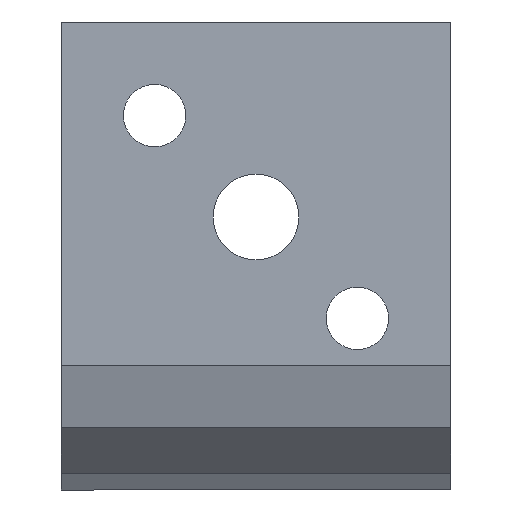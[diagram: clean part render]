
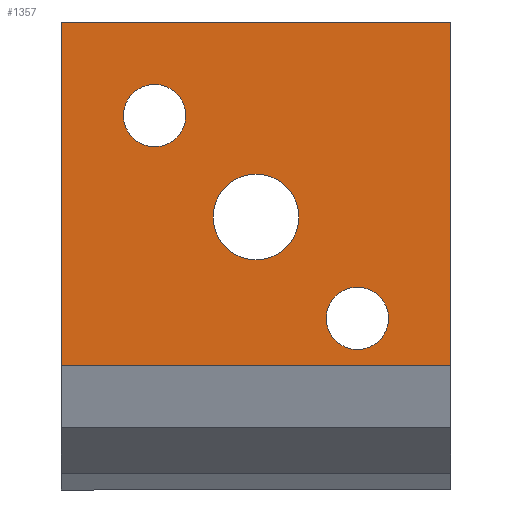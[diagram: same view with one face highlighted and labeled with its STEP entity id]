
A CAD part, front view. The second image highlights one B-rep face of the part: STEP entity #1357.
In plain terms, the highlighted planar face has unit normal (0, -1, 0).
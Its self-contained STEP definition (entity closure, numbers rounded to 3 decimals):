
#44 = PLANE('',#45);
#45 = AXIS2_PLACEMENT_3D('',#46,#47,#48);
#46 = CARTESIAN_POINT('',(475.,31.601,16.601));
#47 = DIRECTION('',(-1.,0.,-0.));
#48 = DIRECTION('',(0.,1.,0.));
#100 = PLANE('',#101);
#101 = AXIS2_PLACEMENT_3D('',#102,#103,#104);
#102 = CARTESIAN_POINT('',(525.,31.601,16.601));
#103 = DIRECTION('',(1.,0.,0.));
#104 = DIRECTION('',(0.,-1.,0.));
#479 = VERTEX_POINT('',#480);
#480 = CARTESIAN_POINT('',(475.,0.,16.));
#494 = PLANE('',#495);
#495 = AXIS2_PLACEMENT_3D('',#496,#497,#498);
#496 = CARTESIAN_POINT('',(500.,1.072,12.));
#497 = DIRECTION('',(0.,-0.966,-0.259
    ));
#498 = DIRECTION('',(0.,0.259,-0.966)
  );
#506 = EDGE_CURVE('',#479,#507,#509,.T.);
#507 = VERTEX_POINT('',#508);
#508 = CARTESIAN_POINT('',(475.,0.,60.));
#509 = SURFACE_CURVE('',#510,(#514,#521),.PCURVE_S1.);
#510 = LINE('',#511,#512);
#511 = CARTESIAN_POINT('',(475.,0.,16.));
#512 = VECTOR('',#513,1.);
#513 = DIRECTION('',(0.,0.,1.));
#514 = PCURVE('',#44,#515);
#515 = DEFINITIONAL_REPRESENTATION('',(#516),#520);
#516 = LINE('',#517,#518);
#517 = CARTESIAN_POINT('',(-31.601,0.601));
#518 = VECTOR('',#519,1.);
#519 = DIRECTION('',(0.,-1.));
#520 = ( GEOMETRIC_REPRESENTATION_CONTEXT(2) 
PARAMETRIC_REPRESENTATION_CONTEXT() REPRESENTATION_CONTEXT('2D SPACE',''
  ) );
#521 = PCURVE('',#522,#527);
#522 = PLANE('',#523);
#523 = AXIS2_PLACEMENT_3D('',#524,#525,#526);
#524 = CARTESIAN_POINT('',(500.,0.,38.));
#525 = DIRECTION('',(0.,-1.,0.));
#526 = DIRECTION('',(1.,0.,0.));
#527 = DEFINITIONAL_REPRESENTATION('',(#528),#532);
#528 = LINE('',#529,#530);
#529 = CARTESIAN_POINT('',(-25.,-22.));
#530 = VECTOR('',#531,1.);
#531 = DIRECTION('',(0.,1.));
#532 = ( GEOMETRIC_REPRESENTATION_CONTEXT(2) 
PARAMETRIC_REPRESENTATION_CONTEXT() REPRESENTATION_CONTEXT('2D SPACE',''
  ) );
#548 = PLANE('',#549);
#549 = AXIS2_PLACEMENT_3D('',#550,#551,#552);
#550 = CARTESIAN_POINT('',(500.,4.,60.));
#551 = DIRECTION('',(0.,0.,1.));
#552 = DIRECTION('',(-1.,-0.,0.));
#661 = EDGE_CURVE('',#662,#664,#666,.T.);
#662 = VERTEX_POINT('',#663);
#663 = CARTESIAN_POINT('',(525.,0.,16.));
#664 = VERTEX_POINT('',#665);
#665 = CARTESIAN_POINT('',(525.,0.,60.));
#666 = SURFACE_CURVE('',#667,(#671,#678),.PCURVE_S1.);
#667 = LINE('',#668,#669);
#668 = CARTESIAN_POINT('',(525.,0.,16.));
#669 = VECTOR('',#670,1.);
#670 = DIRECTION('',(0.,0.,1.));
#671 = PCURVE('',#100,#672);
#672 = DEFINITIONAL_REPRESENTATION('',(#673),#677);
#673 = LINE('',#674,#675);
#674 = CARTESIAN_POINT('',(31.601,0.601));
#675 = VECTOR('',#676,1.);
#676 = DIRECTION('',(0.,-1.));
#677 = ( GEOMETRIC_REPRESENTATION_CONTEXT(2) 
PARAMETRIC_REPRESENTATION_CONTEXT() REPRESENTATION_CONTEXT('2D SPACE',''
  ) );
#678 = PCURVE('',#522,#679);
#679 = DEFINITIONAL_REPRESENTATION('',(#680),#684);
#680 = LINE('',#681,#682);
#681 = CARTESIAN_POINT('',(25.,-22.));
#682 = VECTOR('',#683,1.);
#683 = DIRECTION('',(0.,1.));
#684 = ( GEOMETRIC_REPRESENTATION_CONTEXT(2) 
PARAMETRIC_REPRESENTATION_CONTEXT() REPRESENTATION_CONTEXT('2D SPACE',''
  ) );
#1131 = CYLINDRICAL_SURFACE('',#1132,5.5);
#1132 = AXIS2_PLACEMENT_3D('',#1133,#1134,#1135);
#1133 = CARTESIAN_POINT('',(500.,-0.1,35.));
#1134 = DIRECTION('',(0.,-1.,0.));
#1135 = DIRECTION('',(0.,0.,-1.));
#1165 = CYLINDRICAL_SURFACE('',#1166,4.);
#1166 = AXIS2_PLACEMENT_3D('',#1167,#1168,#1169);
#1167 = CARTESIAN_POINT('',(487.,-0.1,48.));
#1168 = DIRECTION('',(0.,-1.,0.));
#1169 = DIRECTION('',(0.,0.,-1.));
#1199 = CYLINDRICAL_SURFACE('',#1200,4.);
#1200 = AXIS2_PLACEMENT_3D('',#1201,#1202,#1203);
#1201 = CARTESIAN_POINT('',(513.,-0.1,22.));
#1202 = DIRECTION('',(0.,-1.,0.));
#1203 = DIRECTION('',(0.,0.,-1.));
#1336 = EDGE_CURVE('',#662,#479,#1337,.T.);
#1337 = SURFACE_CURVE('',#1338,(#1342,#1349),.PCURVE_S1.);
#1338 = LINE('',#1339,#1340);
#1339 = CARTESIAN_POINT('',(525.,0.,16.));
#1340 = VECTOR('',#1341,1.);
#1341 = DIRECTION('',(-1.,-0.,0.));
#1342 = PCURVE('',#494,#1343);
#1343 = DEFINITIONAL_REPRESENTATION('',(#1344),#1348);
#1344 = LINE('',#1345,#1346);
#1345 = CARTESIAN_POINT('',(-4.141,25.));
#1346 = VECTOR('',#1347,1.);
#1347 = DIRECTION('',(0.,-1.));
#1348 = ( GEOMETRIC_REPRESENTATION_CONTEXT(2) 
PARAMETRIC_REPRESENTATION_CONTEXT() REPRESENTATION_CONTEXT('2D SPACE',''
  ) );
#1349 = PCURVE('',#522,#1350);
#1350 = DEFINITIONAL_REPRESENTATION('',(#1351),#1355);
#1351 = LINE('',#1352,#1353);
#1352 = CARTESIAN_POINT('',(25.,-22.));
#1353 = VECTOR('',#1354,1.);
#1354 = DIRECTION('',(-1.,0.));
#1355 = ( GEOMETRIC_REPRESENTATION_CONTEXT(2) 
PARAMETRIC_REPRESENTATION_CONTEXT() REPRESENTATION_CONTEXT('2D SPACE',''
  ) );
#1357 = ADVANCED_FACE('',(#1358,#1384,#1409,#1434),#522,.T.);
#1358 = FACE_BOUND('',#1359,.T.);
#1359 = EDGE_LOOP('',(#1360,#1361,#1362,#1363));
#1360 = ORIENTED_EDGE('',*,*,#506,.F.);
#1361 = ORIENTED_EDGE('',*,*,#1336,.F.);
#1362 = ORIENTED_EDGE('',*,*,#661,.T.);
#1363 = ORIENTED_EDGE('',*,*,#1364,.T.);
#1364 = EDGE_CURVE('',#664,#507,#1365,.T.);
#1365 = SURFACE_CURVE('',#1366,(#1370,#1377),.PCURVE_S1.);
#1366 = LINE('',#1367,#1368);
#1367 = CARTESIAN_POINT('',(525.,0.,60.));
#1368 = VECTOR('',#1369,1.);
#1369 = DIRECTION('',(-1.,0.,0.));
#1370 = PCURVE('',#522,#1371);
#1371 = DEFINITIONAL_REPRESENTATION('',(#1372),#1376);
#1372 = LINE('',#1373,#1374);
#1373 = CARTESIAN_POINT('',(25.,22.));
#1374 = VECTOR('',#1375,1.);
#1375 = DIRECTION('',(-1.,0.));
#1376 = ( GEOMETRIC_REPRESENTATION_CONTEXT(2) 
PARAMETRIC_REPRESENTATION_CONTEXT() REPRESENTATION_CONTEXT('2D SPACE',''
  ) );
#1377 = PCURVE('',#548,#1378);
#1378 = DEFINITIONAL_REPRESENTATION('',(#1379),#1383);
#1379 = LINE('',#1380,#1381);
#1380 = CARTESIAN_POINT('',(-25.,4.));
#1381 = VECTOR('',#1382,1.);
#1382 = DIRECTION('',(1.,0.));
#1383 = ( GEOMETRIC_REPRESENTATION_CONTEXT(2) 
PARAMETRIC_REPRESENTATION_CONTEXT() REPRESENTATION_CONTEXT('2D SPACE',''
  ) );
#1384 = FACE_BOUND('',#1385,.T.);
#1385 = EDGE_LOOP('',(#1386));
#1386 = ORIENTED_EDGE('',*,*,#1387,.F.);
#1387 = EDGE_CURVE('',#1388,#1388,#1390,.T.);
#1388 = VERTEX_POINT('',#1389);
#1389 = CARTESIAN_POINT('',(500.,0.,29.5));
#1390 = SURFACE_CURVE('',#1391,(#1396,#1403),.PCURVE_S1.);
#1391 = CIRCLE('',#1392,5.5);
#1392 = AXIS2_PLACEMENT_3D('',#1393,#1394,#1395);
#1393 = CARTESIAN_POINT('',(500.,0.,35.));
#1394 = DIRECTION('',(0.,-1.,0.));
#1395 = DIRECTION('',(0.,0.,-1.));
#1396 = PCURVE('',#522,#1397);
#1397 = DEFINITIONAL_REPRESENTATION('',(#1398),#1402);
#1398 = CIRCLE('',#1399,5.5);
#1399 = AXIS2_PLACEMENT_2D('',#1400,#1401);
#1400 = CARTESIAN_POINT('',(0.,-3.));
#1401 = DIRECTION('',(0.,-1.));
#1402 = ( GEOMETRIC_REPRESENTATION_CONTEXT(2) 
PARAMETRIC_REPRESENTATION_CONTEXT() REPRESENTATION_CONTEXT('2D SPACE',''
  ) );
#1403 = PCURVE('',#1131,#1404);
#1404 = DEFINITIONAL_REPRESENTATION('',(#1405),#1408);
#1405 = B_SPLINE_CURVE_WITH_KNOTS('',1,(#1406,#1407),.UNSPECIFIED.,.F.,
  .F.,(2,2),(0.,6.283),.PIECEWISE_BEZIER_KNOTS.);
#1406 = CARTESIAN_POINT('',(-6.283,-0.1));
#1407 = CARTESIAN_POINT('',(0.,-0.1));
#1408 = ( GEOMETRIC_REPRESENTATION_CONTEXT(2) 
PARAMETRIC_REPRESENTATION_CONTEXT() REPRESENTATION_CONTEXT('2D SPACE',''
  ) );
#1409 = FACE_BOUND('',#1410,.T.);
#1410 = EDGE_LOOP('',(#1411));
#1411 = ORIENTED_EDGE('',*,*,#1412,.F.);
#1412 = EDGE_CURVE('',#1413,#1413,#1415,.T.);
#1413 = VERTEX_POINT('',#1414);
#1414 = CARTESIAN_POINT('',(487.,0.,44.));
#1415 = SURFACE_CURVE('',#1416,(#1421,#1428),.PCURVE_S1.);
#1416 = CIRCLE('',#1417,4.);
#1417 = AXIS2_PLACEMENT_3D('',#1418,#1419,#1420);
#1418 = CARTESIAN_POINT('',(487.,0.,48.));
#1419 = DIRECTION('',(0.,-1.,0.));
#1420 = DIRECTION('',(0.,0.,-1.));
#1421 = PCURVE('',#522,#1422);
#1422 = DEFINITIONAL_REPRESENTATION('',(#1423),#1427);
#1423 = CIRCLE('',#1424,4.);
#1424 = AXIS2_PLACEMENT_2D('',#1425,#1426);
#1425 = CARTESIAN_POINT('',(-13.,10.));
#1426 = DIRECTION('',(0.,-1.));
#1427 = ( GEOMETRIC_REPRESENTATION_CONTEXT(2) 
PARAMETRIC_REPRESENTATION_CONTEXT() REPRESENTATION_CONTEXT('2D SPACE',''
  ) );
#1428 = PCURVE('',#1165,#1429);
#1429 = DEFINITIONAL_REPRESENTATION('',(#1430),#1433);
#1430 = B_SPLINE_CURVE_WITH_KNOTS('',1,(#1431,#1432),.UNSPECIFIED.,.F.,
  .F.,(2,2),(0.,6.283),.PIECEWISE_BEZIER_KNOTS.);
#1431 = CARTESIAN_POINT('',(-6.283,-0.1));
#1432 = CARTESIAN_POINT('',(0.,-0.1));
#1433 = ( GEOMETRIC_REPRESENTATION_CONTEXT(2) 
PARAMETRIC_REPRESENTATION_CONTEXT() REPRESENTATION_CONTEXT('2D SPACE',''
  ) );
#1434 = FACE_BOUND('',#1435,.T.);
#1435 = EDGE_LOOP('',(#1436));
#1436 = ORIENTED_EDGE('',*,*,#1437,.F.);
#1437 = EDGE_CURVE('',#1438,#1438,#1440,.T.);
#1438 = VERTEX_POINT('',#1439);
#1439 = CARTESIAN_POINT('',(513.,0.,18.));
#1440 = SURFACE_CURVE('',#1441,(#1446,#1453),.PCURVE_S1.);
#1441 = CIRCLE('',#1442,4.);
#1442 = AXIS2_PLACEMENT_3D('',#1443,#1444,#1445);
#1443 = CARTESIAN_POINT('',(513.,0.,22.));
#1444 = DIRECTION('',(0.,-1.,0.));
#1445 = DIRECTION('',(0.,0.,-1.));
#1446 = PCURVE('',#522,#1447);
#1447 = DEFINITIONAL_REPRESENTATION('',(#1448),#1452);
#1448 = CIRCLE('',#1449,4.);
#1449 = AXIS2_PLACEMENT_2D('',#1450,#1451);
#1450 = CARTESIAN_POINT('',(13.,-16.));
#1451 = DIRECTION('',(0.,-1.));
#1452 = ( GEOMETRIC_REPRESENTATION_CONTEXT(2) 
PARAMETRIC_REPRESENTATION_CONTEXT() REPRESENTATION_CONTEXT('2D SPACE',''
  ) );
#1453 = PCURVE('',#1199,#1454);
#1454 = DEFINITIONAL_REPRESENTATION('',(#1455),#1458);
#1455 = B_SPLINE_CURVE_WITH_KNOTS('',1,(#1456,#1457),.UNSPECIFIED.,.F.,
  .F.,(2,2),(0.,6.283),.PIECEWISE_BEZIER_KNOTS.);
#1456 = CARTESIAN_POINT('',(-6.283,-0.1));
#1457 = CARTESIAN_POINT('',(0.,-0.1));
#1458 = ( GEOMETRIC_REPRESENTATION_CONTEXT(2) 
PARAMETRIC_REPRESENTATION_CONTEXT() REPRESENTATION_CONTEXT('2D SPACE',''
  ) );
